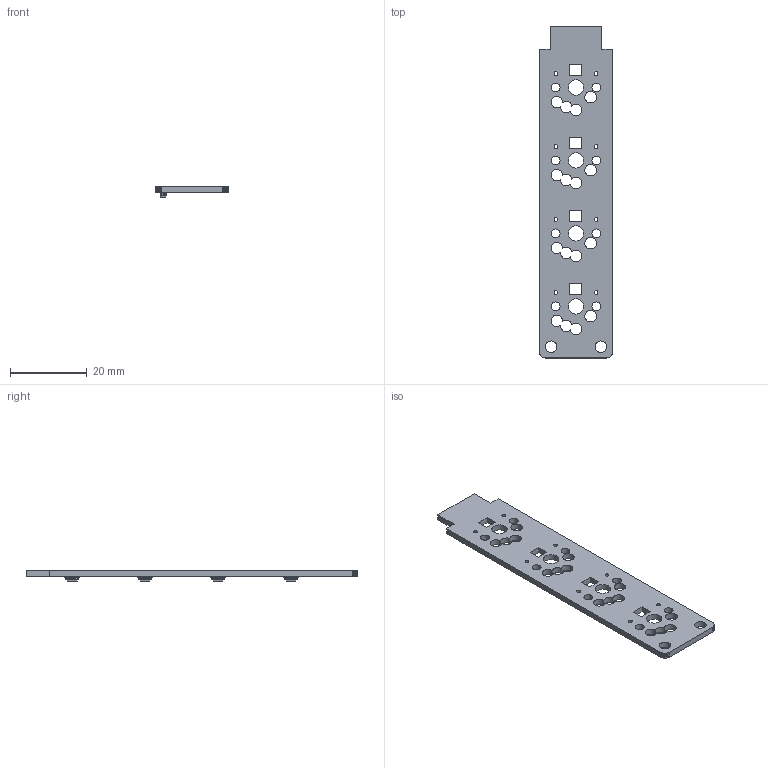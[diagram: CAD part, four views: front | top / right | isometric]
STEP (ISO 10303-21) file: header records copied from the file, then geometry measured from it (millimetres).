
FILE_DESCRIPTION(('KiCad electronic assembly'),'2;1');
FILE_NAME('Seismos_4PCB.step','2023-10-15T04:55:25',('Pcbnew'),('Kicad') ,'Open CASCADE STEP processor 7.7','KiCad to STEP converter','Unknown' );
FILE_SCHEMA(('AUTOMOTIVE_DESIGN { 1 0 10303 214 1 1 1 1 }'));
Length unit declared in the file: millimetre
Products named in the file (4): Seismos_4PCB 1; D_SOD-123; SOLID; Seismos_4-Key PCB
Assembly tree (6 placements, depth 3):
  Seismos_4PCB 1
    D_SOD-123  x4
      SOLID
    Seismos_4-Key PCB
Bounding box: 19 x 86.44 x 2.88 mm (x, y, z)
Volume: 2158.9 mm3; surface area: 3644.8 mm2
Topology: 5 solids, 5 shells, 364 faces, 906 edges, 556 vertices
Faces by surface type: plane 178, bspline 104, cylinder 82
Full cylindrical faces by diameter (mm): 1 x8, 2.3 x8, 3 x6, 4 x4
Entity records: 11728 total; most frequent: CARTESIAN_POINT 2648, DIRECTION 1498, LINE 970, VECTOR 970, ORIENTED_EDGE 876, PCURVE 876, DEFINITIONAL_REPRESENTATION 876, EDGE_CURVE 438
